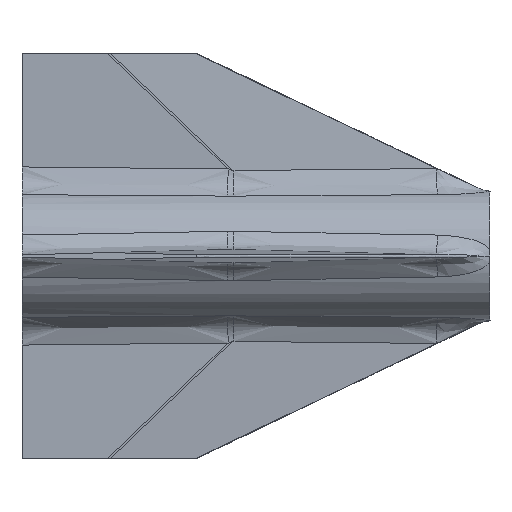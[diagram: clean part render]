
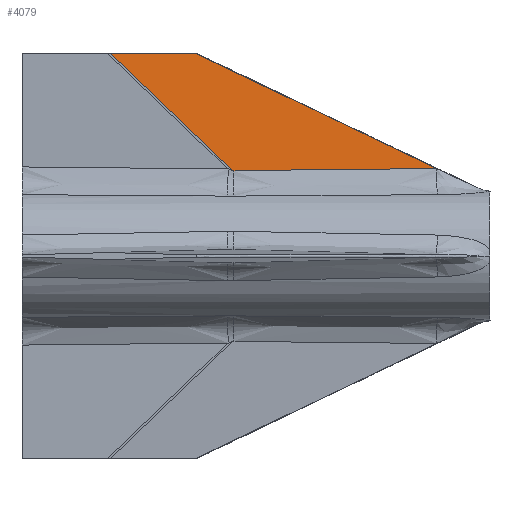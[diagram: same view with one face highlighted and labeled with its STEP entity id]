
A CAD part, left-side view. The second image highlights one B-rep face of the part: STEP entity #4079.
In plain terms, the highlighted planar face has unit normal (-0.998, -0.026, 0.055).
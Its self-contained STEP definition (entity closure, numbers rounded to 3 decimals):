
#3528=CARTESIAN_POINT('Vertex',(-0.5,-180.049,37.884)) ;
#3670=CARTESIAN_POINT('Control Point',(-0.5,-180.049,37.884)) ;
#3671=CARTESIAN_POINT('Control Point',(-0.97,-162.417,37.724)) ;
#3672=CARTESIAN_POINT('Control Point',(-1.441,-144.786,37.555)) ;
#3673=CARTESIAN_POINT('Control Point',(-1.913,-127.154,37.378)) ;
#3674=CARTESIAN_POINT('Control Point',(-2.385,-109.522,37.192)) ;
#3675=CARTESIAN_POINT('Control Point',(-2.857,-91.891,36.997)) ;
#3676=CARTESIAN_POINT('Vertex',(-2.857,-91.891,36.997)) ;
#4038=CARTESIAN_POINT('Vertex',(-0.5,-75.713,87.757)) ;
#4042=CARTESIAN_POINT('Control Point',(-0.5,-75.713,87.757)) ;
#4043=CARTESIAN_POINT('Control Point',(-0.5,-96.58,77.782)) ;
#4044=CARTESIAN_POINT('Control Point',(-0.5,-117.447,67.808)) ;
#4045=CARTESIAN_POINT('Control Point',(-0.5,-138.315,57.833)) ;
#4046=CARTESIAN_POINT('Control Point',(-0.5,-159.182,47.859)) ;
#4047=CARTESIAN_POINT('Control Point',(-0.5,-180.049,37.884)) ;
#4056=CARTESIAN_POINT('Axis2P3D Location',(-1.408,-104.532,57.404)) ;
#4061=CARTESIAN_POINT('Line Origine',(-0.983,-57.254,87.757)) ;
#4065=CARTESIAN_POINT('Vertex',(-1.467,-38.795,87.757)) ;
#4068=CARTESIAN_POINT('Line Origine',(-2.162,-65.343,62.377)) ;
#4063=VECTOR('Line Direction',#4062,1.) ;
#4070=VECTOR('Line Direction',#4069,1.) ;
#4057=DIRECTION('Axis2P3D Direction',(-0.998,-0.026,0.055)) ;
#4058=DIRECTION('Axis2P3D XDirection',(-0.019,-0.723,-0.691)) ;
#4062=DIRECTION('Vector Direction',(-0.026,1.,0.)) ;
#4069=DIRECTION('Vector Direction',(-0.019,-0.723,-0.691)) ;
#4059=AXIS2_PLACEMENT_3D('Plane Axis2P3D',#4056,#4057,#4058) ;
#4064=LINE('Line',#4061,#4063) ;
#4071=LINE('Line',#4068,#4070) ;
#4060=PLANE('',#4059) ;
#3678=EDGE_CURVE('',#3677,#3529,#3669,.F.) ;
#4048=EDGE_CURVE('',#4039,#3529,#4041,.T.) ;
#4067=EDGE_CURVE('',#4066,#4039,#4064,.F.) ;
#4072=EDGE_CURVE('',#4066,#3677,#4071,.T.) ;
#4074=ORIENTED_EDGE('',*,*,#4048,.F.) ;
#4075=ORIENTED_EDGE('',*,*,#4067,.F.) ;
#4076=ORIENTED_EDGE('',*,*,#4072,.T.) ;
#4077=ORIENTED_EDGE('',*,*,#3678,.T.) ;
#4073=EDGE_LOOP('',(#4074,#4075,#4076,#4077)) ;
#3529=VERTEX_POINT('',#3528) ;
#3677=VERTEX_POINT('',#3676) ;
#4039=VERTEX_POINT('',#4038) ;
#4066=VERTEX_POINT('',#4065) ;
#4079=ADVANCED_FACE('38mm sustainer can',(#4078),#4060,.T.) ;
#3669=B_SPLINE_CURVE_WITH_KNOTS('',5,(#3670,#3671,#3672,#3673,#3674,#3675),.UNSPECIFIED.,.F.,.U.,(6,6),(93.364,218.075),.UNSPECIFIED.) ;
#4041=B_SPLINE_CURVE_WITH_KNOTS('',5,(#4042,#4043,#4044,#4045,#4046,#4047),.UNSPECIFIED.,.F.,.U.,(6,6),(0.,85.944),.UNSPECIFIED.) ;
#4078=FACE_OUTER_BOUND('',#4073,.T.) ;
